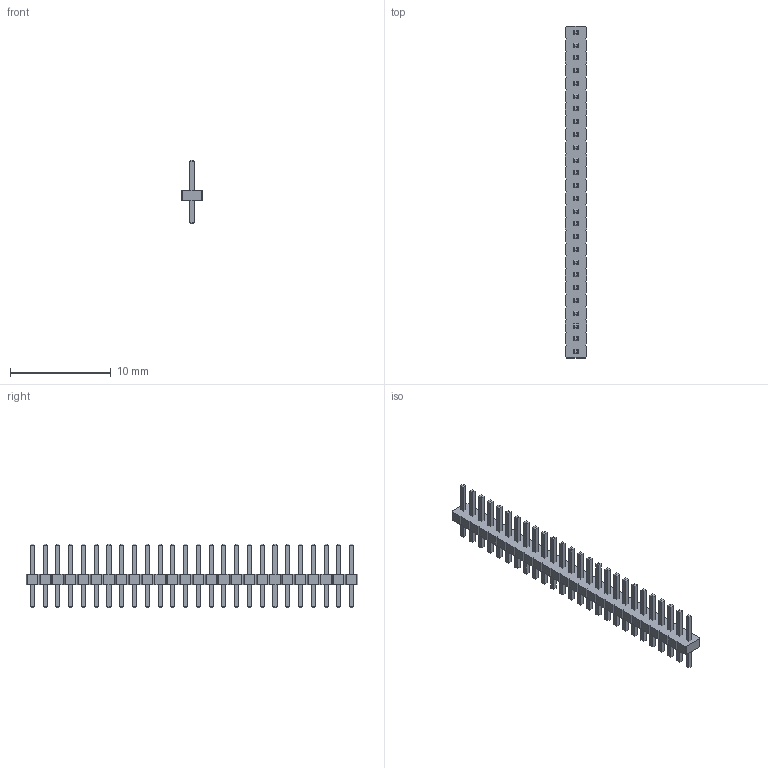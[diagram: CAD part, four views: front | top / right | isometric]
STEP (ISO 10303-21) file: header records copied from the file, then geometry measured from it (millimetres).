
FILE_DESCRIPTION(/* description */ ('model of PinHeader_1x26_P1.27mm_Vertical'),/* implementation_level */ '2;1');
FILE_NAME(/* name */ 'PinHeader_1x26_P1.27mm_Vertical.step',/* time_stamp */ '2018-01-24T12:22:46',/* author */ ('kicad StepUp','ksu'),/* organization */ ('FreeCAD'),/* preprocessor_version */ 'OCC',/* originating_system */ 'kicad StepUp',/* authorisation */ '');
FILE_SCHEMA(('AUTOMOTIVE_DESIGN { 1 0 10303 214 1 1 1 1 }'));
Length unit declared in the file: millimetre
Products named in the file (2): PinHeader_1x26_P127mm_Vertical; Shape0_149503175762
Bounding box: 2.1 x 33.02 x 6.3 mm (x, y, z)
Volume: 94.4 mm3; surface area: 476.9 mm2
Topology: 27 solids, 27 shells, 524 faces, 1202 edges, 732 vertices
Faces by surface type: plane 524
Entity records: 9223 total; most frequent: ORIENTED_EDGE 1882, CARTESIAN_POINT 1411, EDGE_CURVE 1202, LINE 1202, VERTEX_POINT 732, AXIS2_PLACEMENT_3D 525, ADVANCED_FACE 524, FACE_BOUND 524
